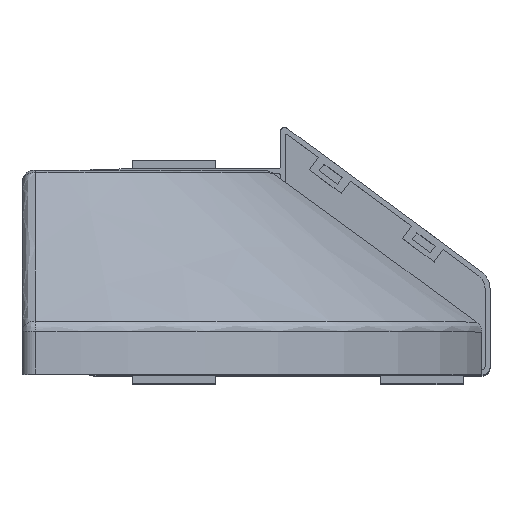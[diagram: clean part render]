
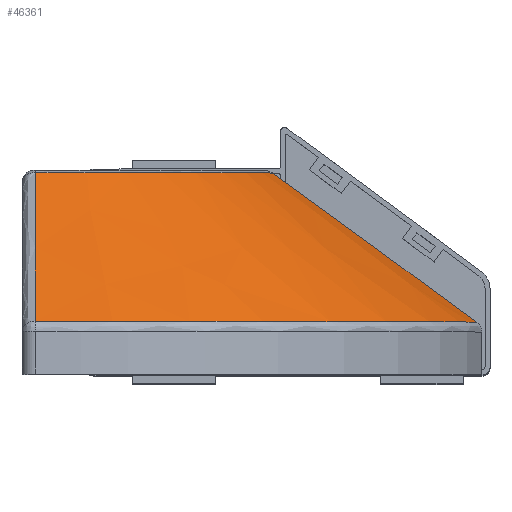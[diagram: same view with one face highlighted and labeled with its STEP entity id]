
A CAD part, top view. The second image highlights one B-rep face of the part: STEP entity #46361.
In plain terms, the highlighted free-form (B-spline) face has degree [2, 1] with [3, 2] control points.
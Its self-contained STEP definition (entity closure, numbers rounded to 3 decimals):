
#46361 = ADVANCED_FACE('',(#46362),#46402,.T.);
#46362 = FACE_BOUND('',#46363,.T.);
#46363 = EDGE_LOOP('',(#46364,#46374,#46385,#46393));
#46364 = ORIENTED_EDGE('',*,*,#46365,.T.);
#46365 = EDGE_CURVE('',#46366,#46368,#46370,.T.);
#46366 = VERTEX_POINT('',#46367);
#46367 = CARTESIAN_POINT('',(-149.549,29.264,
    1026.581));
#46368 = VERTEX_POINT('',#46369);
#46369 = CARTESIAN_POINT('',(4.9,29.264,
    872.133));
#46370 = ( BOUNDED_CURVE() B_SPLINE_CURVE(2,(#46371,#46372,#46373),
.UNSPECIFIED.,.F.,.F.) B_SPLINE_CURVE_WITH_KNOTS((3,3),(1.673,
3.04),.PIECEWISE_BEZIER_KNOTS.) CURVE() 
GEOMETRIC_REPRESENTATION_ITEM() RATIONAL_B_SPLINE_CURVE((1.,
0.775,1.)) REPRESENTATION_ITEM('') );
#46371 = CARTESIAN_POINT('',(-149.549,29.264,
    1026.581));
#46372 = CARTESIAN_POINT('',(-9.425,29.264,
    1012.257));
#46373 = CARTESIAN_POINT('',(4.9,29.264,
    872.133));
#46374 = ORIENTED_EDGE('',*,*,#46375,.T.);
#46375 = EDGE_CURVE('',#46368,#46376,#46378,.T.);
#46376 = VERTEX_POINT('',#46377);
#46377 = CARTESIAN_POINT('',(-66.484,81.418,
    872.318));
#46378 = B_SPLINE_CURVE_WITH_KNOTS('',3,(#46379,#46380,#46381,#46382,
    #46383,#46384),.UNSPECIFIED.,.F.,.F.,(4,2,4),(0.,
    0.031,0.061),.UNSPECIFIED.);
#46379 = CARTESIAN_POINT('',(4.9,29.264,
    872.133));
#46380 = CARTESIAN_POINT('',(-6.981,37.979,
    872.151));
#46381 = CARTESIAN_POINT('',(-18.867,46.688,
    872.173));
#46382 = CARTESIAN_POINT('',(-42.656,64.08,
    872.23));
#46383 = CARTESIAN_POINT('',(-54.559,72.764,
    872.266));
#46384 = CARTESIAN_POINT('',(-66.484,81.418,
    872.318));
#46385 = ORIENTED_EDGE('',*,*,#46386,.T.);
#46386 = EDGE_CURVE('',#46376,#46387,#46389,.T.);
#46387 = VERTEX_POINT('',#46388);
#46388 = CARTESIAN_POINT('',(-149.363,81.418,
    955.198));
#46389 = ( BOUNDED_CURVE() B_SPLINE_CURVE(2,(#46390,#46391,#46392),
.UNSPECIFIED.,.F.,.F.) B_SPLINE_CURVE_WITH_KNOTS((3,3),(1.746,
2.967),.PIECEWISE_BEZIER_KNOTS.) CURVE() 
GEOMETRIC_REPRESENTATION_ITEM() RATIONAL_B_SPLINE_CURVE((1.,
0.819,1.)) REPRESENTATION_ITEM('') );
#46390 = CARTESIAN_POINT('',(-66.484,81.418,
    872.318));
#46391 = CARTESIAN_POINT('',(-78.922,81.418,
    942.76));
#46392 = CARTESIAN_POINT('',(-149.363,81.418,
    955.198));
#46393 = ORIENTED_EDGE('',*,*,#46394,.T.);
#46394 = EDGE_CURVE('',#46387,#46366,#46395,.T.);
#46395 = B_SPLINE_CURVE_WITH_KNOTS('',3,(#46396,#46397,#46398,#46399,
    #46400,#46401),.UNSPECIFIED.,.F.,.F.,(4,2,4),(0.,0.031,
    0.061),.UNSPECIFIED.);
#46396 = CARTESIAN_POINT('',(-149.363,81.418,
    955.198));
#46397 = CARTESIAN_POINT('',(-149.416,72.764,
    967.123));
#46398 = CARTESIAN_POINT('',(-149.452,64.08,
    979.026));
#46399 = CARTESIAN_POINT('',(-149.509,46.688,
    1002.815));
#46400 = CARTESIAN_POINT('',(-149.531,37.979,
    1014.7));
#46401 = CARTESIAN_POINT('',(-149.549,29.264,
    1026.581));
#46402 = ( BOUNDED_SURFACE() B_SPLINE_SURFACE(2,1,(
    (#46403,#46404)
    ,(#46405,#46406)
    ,(#46407,#46408
)),.UNSPECIFIED.,.F.,.F.,.F.) B_SPLINE_SURFACE_WITH_KNOTS((3,3),(2,2),(
    0.102,1.469),(-62.381,-1.515),
.PIECEWISE_BEZIER_KNOTS.) GEOMETRIC_REPRESENTATION_ITEM() 
RATIONAL_B_SPLINE_SURFACE((
    (1.,1.)
    ,(0.775,0.775)
,(1.,1.))) REPRESENTATION_ITEM('') SURFACE() );
#46403 = CARTESIAN_POINT('',(-65.457,81.418,
    864.941));
#46404 = CARTESIAN_POINT('',(4.9,29.264,
    872.133));
#46405 = CARTESIAN_POINT('',(-73.923,81.418,
    947.759));
#46406 = CARTESIAN_POINT('',(-9.425,29.264,
    1012.257));
#46407 = CARTESIAN_POINT('',(-156.741,81.418,
    956.225));
#46408 = CARTESIAN_POINT('',(-149.549,29.264,
    1026.581));
